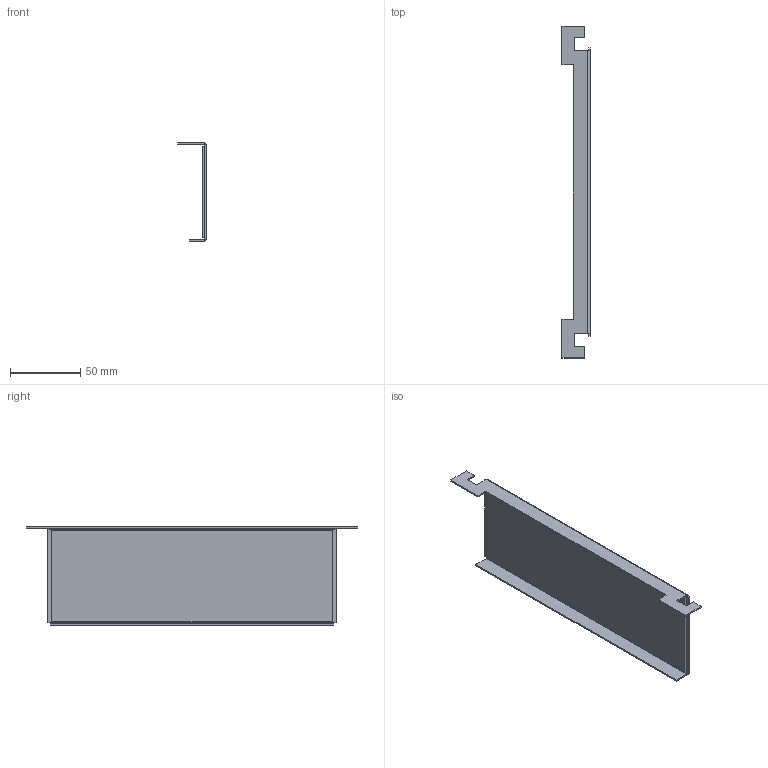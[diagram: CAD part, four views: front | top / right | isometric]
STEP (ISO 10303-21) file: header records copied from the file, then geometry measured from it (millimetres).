
FILE_DESCRIPTION (( 'STEP AP214' ), '1' );
FILE_NAME ('7216474_KSTP1.stp', '2018-05-10T13:26:10', ( '' ), ( '' ), 'SwSTEP 2.0', 'SolidWorks 2016', '' );
FILE_SCHEMA (( 'AUTOMOTIVE_DESIGN' ));
Length unit declared in the file: millimetre
Products named in the file (3): P_39438000_1_65x200; 039600T1_F〉 250er Kanal; 7216474_KSTP1
Assembly tree (2 placements, depth 2):
  7216474_KSTP1
    039600T1_F〉 250er Kanal
    P_39438000_1_65x200
Bounding box: 20 x 236.5 x 70 mm (x, y, z)
Volume: 38703.3 mm3; surface area: 65925.3 mm2
Topology: 2 solids, 2 shells, 44 faces, 104 edges, 64 vertices
Faces by surface type: plane 40, cylinder 4
Entity records: 1338 total; most frequent: CARTESIAN_POINT 217, DIRECTION 210, ORIENTED_EDGE 208, EDGE_CURVE 104, LINE 96, VECTOR 96, VERTEX_POINT 64, AXIS2_PLACEMENT_3D 57
